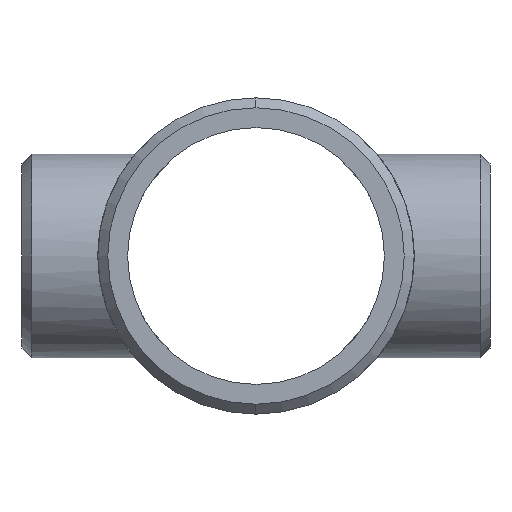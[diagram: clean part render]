
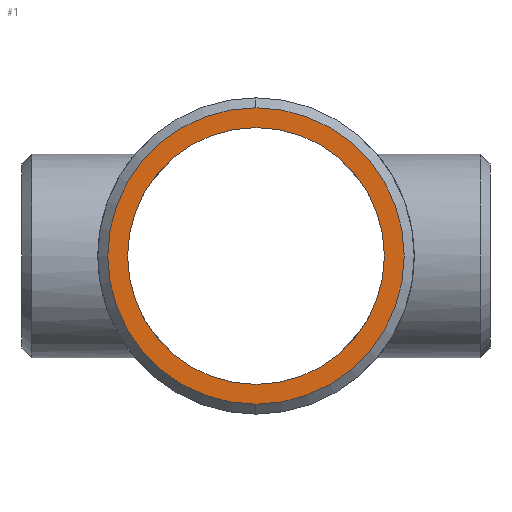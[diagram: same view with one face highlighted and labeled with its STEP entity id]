
A CAD part, left-side view. The second image highlights one B-rep face of the part: STEP entity #1.
In plain terms, the highlighted planar face has unit normal (-1, 0, 0).
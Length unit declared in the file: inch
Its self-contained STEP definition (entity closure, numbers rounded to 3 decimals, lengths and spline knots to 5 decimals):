
#1 = ADVANCED_FACE ( 'NONE', ( #213, #956 ), #1053, .T. ) ;
#8 = DIRECTION ( 'NONE',  ( -1., 0., 0. ) ) ;
#36 = AXIS2_PLACEMENT_3D ( 'NONE', #559, #999, #566 ) ;
#47 = DIRECTION ( 'NONE',  ( 1., 0., 0. ) ) ;
#94 = DIRECTION ( 'NONE',  ( -1., 0., 0. ) ) ;
#124 = VERTEX_POINT ( 'NONE', #307 ) ;
#138 = EDGE_LOOP ( 'NONE', ( #1184, #664 ) ) ;
#147 = AXIS2_PLACEMENT_3D ( 'NONE', #927, #388, #1233 ) ;
#213 = FACE_OUTER_BOUND ( 'NONE', #404, .T. ) ;
#307 = CARTESIAN_POINT ( 'NONE',  ( -7., 0., -3.5005 ) ) ;
#388 = DIRECTION ( 'NONE',  ( -1., 0., 0. ) ) ;
#404 = EDGE_LOOP ( 'NONE', ( #845, #1173 ) ) ;
#434 = EDGE_CURVE ( 'NONE', #510, #124, #512, .T. ) ;
#445 = CARTESIAN_POINT ( 'NONE',  ( -7., 0., 0. ) ) ;
#503 = DIRECTION ( 'NONE',  ( 0., 0., 1. ) ) ;
#510 = VERTEX_POINT ( 'NONE', #552 ) ;
#512 = CIRCLE ( 'NONE', #1091, 3.5005 ) ;
#535 = EDGE_CURVE ( 'NONE', #124, #510, #945, .T. ) ;
#552 = CARTESIAN_POINT ( 'NONE',  ( -7., 0., 3.5005 ) ) ;
#559 = CARTESIAN_POINT ( 'NONE',  ( -7., 0., 0. ) ) ;
#566 = DIRECTION ( 'NONE',  ( 0., 0., 1. ) ) ;
#664 = ORIENTED_EDGE ( 'NONE', *, *, #535, .T. ) ;
#667 = DIRECTION ( 'NONE',  ( 0., 0., 1. ) ) ;
#671 = CIRCLE ( 'NONE', #147, 4.04183 ) ;
#738 = EDGE_CURVE ( 'NONE', #1232, #1248, #671, .T. ) ;
#752 = EDGE_CURVE ( 'NONE', #1248, #1232, #808, .T. ) ;
#808 = CIRCLE ( 'NONE', #1281, 4.04183 ) ;
#834 = AXIS2_PLACEMENT_3D ( 'NONE', #445, #8, #1267 ) ;
#845 = ORIENTED_EDGE ( 'NONE', *, *, #752, .T. ) ;
#927 = CARTESIAN_POINT ( 'NONE',  ( -7., 0., 0. ) ) ;
#945 = CIRCLE ( 'NONE', #36, 3.5005 ) ;
#956 = FACE_BOUND ( 'NONE', #138, .T. ) ;
#981 = CARTESIAN_POINT ( 'NONE',  ( -7., 0., 4.04183 ) ) ;
#989 = CARTESIAN_POINT ( 'NONE',  ( -7., 0., -4.04183 ) ) ;
#999 = DIRECTION ( 'NONE',  ( 1., 0., 0. ) ) ;
#1053 = PLANE ( 'NONE',  #834 ) ;
#1091 = AXIS2_PLACEMENT_3D ( 'NONE', #1181, #47, #667 ) ;
#1143 = CARTESIAN_POINT ( 'NONE',  ( -7., 0., 0. ) ) ;
#1173 = ORIENTED_EDGE ( 'NONE', *, *, #738, .T. ) ;
#1181 = CARTESIAN_POINT ( 'NONE',  ( -7., 0., 0. ) ) ;
#1184 = ORIENTED_EDGE ( 'NONE', *, *, #434, .T. ) ;
#1232 = VERTEX_POINT ( 'NONE', #981 ) ;
#1233 = DIRECTION ( 'NONE',  ( 0., 0., 1. ) ) ;
#1248 = VERTEX_POINT ( 'NONE', #989 ) ;
#1267 = DIRECTION ( 'NONE',  ( 0., 0., -1. ) ) ;
#1281 = AXIS2_PLACEMENT_3D ( 'NONE', #1143, #94, #503 ) ;
